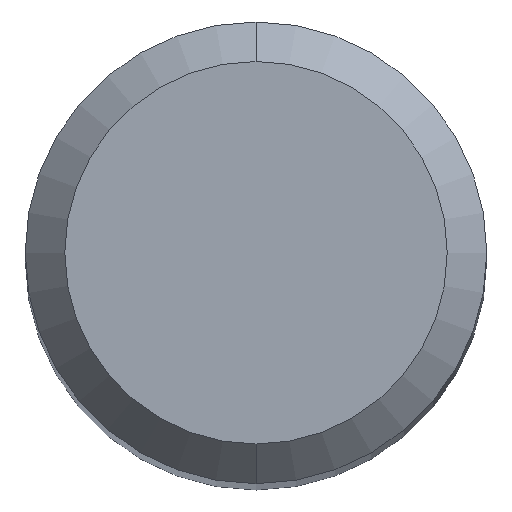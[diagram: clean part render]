
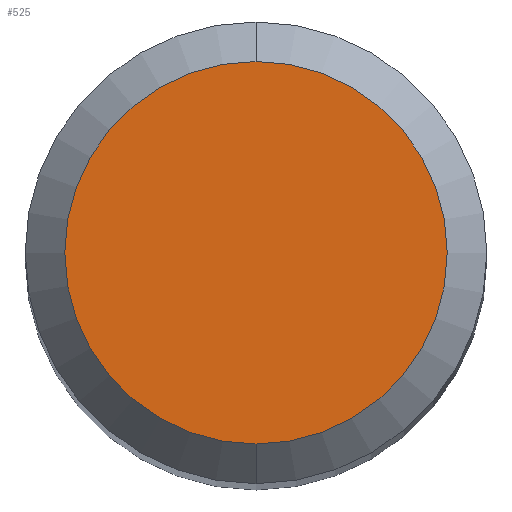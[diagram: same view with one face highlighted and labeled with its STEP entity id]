
A CAD part, top view. The second image highlights one B-rep face of the part: STEP entity #525.
In plain terms, the highlighted planar face has unit normal (0, 0, 1).
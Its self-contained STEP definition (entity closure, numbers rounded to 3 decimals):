
#261=EDGE_CURVE('',#343,#299,#655,.T.);
#299=VERTEX_POINT('',#696);
#343=VERTEX_POINT('',#746);
#519=EDGE_CURVE('',#299,#343,#937,.T.);
#525=ADVANCED_FACE('',(#944),#945,.T.);
#655=CIRCLE('',#1121,1.45);
#696=CARTESIAN_POINT('',(0.0,1.45,0.0));
#746=CARTESIAN_POINT('',(0.,-1.45,0.0));
#937=CIRCLE('',#1647,1.45);
#944=FACE_OUTER_BOUND('',#1655,.T.);
#945=PLANE('',#1656);
#1121=AXIS2_PLACEMENT_3D('',#1857,#1858,#1859);
#1647=AXIS2_PLACEMENT_3D('',#2146,#2147,#2148);
#1655=EDGE_LOOP('',(#2161,#2162));
#1656=AXIS2_PLACEMENT_3D('',#2163,#2164,#2165);
#1857=CARTESIAN_POINT('',(0.0,0.0,0.0));
#1858=DIRECTION('',(0.0,0.0,-1.0));
#1859=DIRECTION('',(0.0,1.0,0.0));
#2146=CARTESIAN_POINT('',(0.0,0.0,0.0));
#2147=DIRECTION('',(0.0,0.0,-1.0));
#2148=DIRECTION('',(0.0,1.0,0.0));
#2161=ORIENTED_EDGE('',*,*,#519,.F.);
#2162=ORIENTED_EDGE('',*,*,#261,.F.);
#2163=CARTESIAN_POINT('',(0.0,0.725,0.0));
#2164=DIRECTION('',(-0.0,0.0,1.0));
#2165=DIRECTION('',(0.0,-1.0,0.0));
